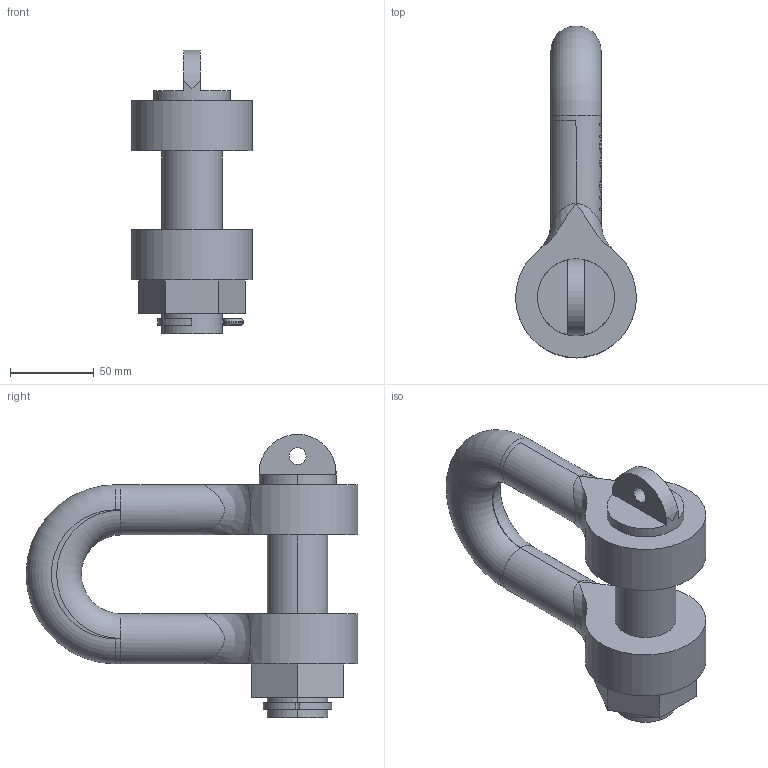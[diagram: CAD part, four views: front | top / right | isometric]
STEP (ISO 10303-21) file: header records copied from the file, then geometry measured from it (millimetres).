
FILE_DESCRIPTION((''),'2;1');
FILE_NAME('001-M31413-P-1','2016-06-06T',('Andreas.Wendler'),(''),'PRO/ENGINEER BY PARAMETRIC TECHNOLOGY CORPORATION, 2010140','PRO/ENGINEER BY PARAMETRIC TECHNOLOGY CORPORATION, 2010140','');
FILE_SCHEMA(('CONFIG_CONTROL_DESIGN'));
Length unit declared in the file: millimetre
Products named in the file (1): 001-M31413-P-1
Bounding box: 71.92 x 198 x 169 mm (x, y, z)
Volume: 573892.1 mm3; surface area: 66800.8 mm2
Topology: 1 solids, 1 shells, 384 faces, 1072 edges, 708 vertices
Faces by surface type: plane 327, cylinder 34, torus 13, bspline 10
Entity records: 13407 total; most frequent: CARTESIAN_POINT 3863, ORIENTED_EDGE 2144, DIRECTION 1721, EDGE_CURVE 1072, VERTEX_POINT 708, VECTOR 693, LINE 693, AXIS2_PLACEMENT_3D 514
